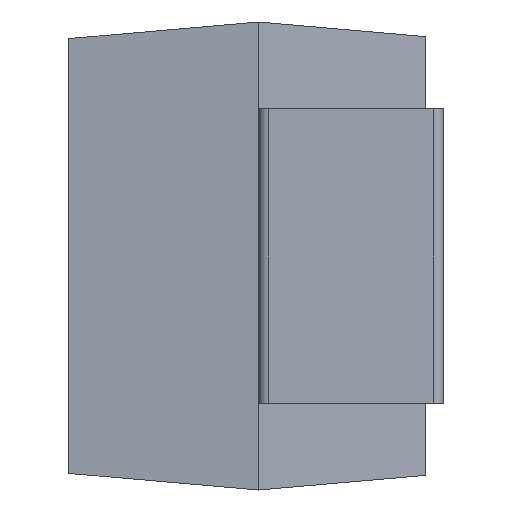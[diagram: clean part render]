
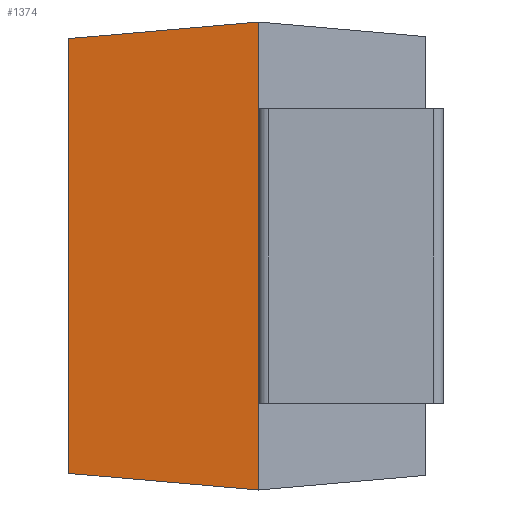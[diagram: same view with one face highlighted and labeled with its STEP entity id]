
A CAD part, left-side view. The second image highlights one B-rep face of the part: STEP entity #1374.
In plain terms, the highlighted face is planar.
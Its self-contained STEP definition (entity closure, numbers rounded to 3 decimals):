
#19 = VERTEX_POINT ( 'NONE', #3658 ) ;
#44 = DIRECTION ( 'NONE',  ( 0., 0., -1. ) ) ;
#54 = EDGE_CURVE ( 'NONE', #724, #2985, #1625, .T. ) ;
#75 = VECTOR ( 'NONE', #568, 1000. ) ;
#244 = CARTESIAN_POINT ( 'NONE',  ( 3.02, 0., 1.75 ) ) ;
#270 = FACE_OUTER_BOUND ( 'NONE', #3641, .T. ) ;
#361 = DIRECTION ( 'NONE',  ( 0.087, -0.992, -0.087 ) ) ;
#406 = DIRECTION ( 'NONE',  ( 0.087, -0.992, 0.087 ) ) ;
#555 = DIRECTION ( 'NONE',  ( -0.087, 0.996, 0. ) ) ;
#568 = DIRECTION ( 'NONE',  ( 0., 0., -1. ) ) ;
#654 = CARTESIAN_POINT ( 'NONE',  ( 2.896, 1.42, 1.75 ) ) ;
#716 = ORIENTED_EDGE ( 'NONE', *, *, #54, .F. ) ;
#724 = VERTEX_POINT ( 'NONE', #2637 ) ;
#1115 = EDGE_CURVE ( 'NONE', #724, #1721, #3781, .T. ) ;
#1287 = VECTOR ( 'NONE', #406, 1000. ) ;
#1351 = VECTOR ( 'NONE', #361, 1000. ) ;
#1374 = ADVANCED_FACE ( 'NONE', ( #270 ), #3539, .T. ) ;
#1552 = CARTESIAN_POINT ( 'NONE',  ( 3.02, 0., -1.75 ) ) ;
#1607 = CARTESIAN_POINT ( 'NONE',  ( 3.02, 0., 1.75 ) ) ;
#1625 = LINE ( 'NONE', #654, #2856 ) ;
#1639 = CARTESIAN_POINT ( 'NONE',  ( 3.02, 0., 1.75 ) ) ;
#1653 = ORIENTED_EDGE ( 'NONE', *, *, #1115, .T. ) ;
#1674 = LINE ( 'NONE', #2662, #75 ) ;
#1721 = VERTEX_POINT ( 'NONE', #1607 ) ;
#1800 = ORIENTED_EDGE ( 'NONE', *, *, #2138, .F. ) ;
#1836 = AXIS2_PLACEMENT_3D ( 'NONE', #244, #2370, #555 ) ;
#1967 = LINE ( 'NONE', #1552, #1351 ) ;
#2138 = EDGE_CURVE ( 'NONE', #2985, #19, #1967, .T. ) ;
#2340 = EDGE_CURVE ( 'NONE', #1721, #19, #1674, .T. ) ;
#2370 = DIRECTION ( 'NONE',  ( 0.996, 0.087, 0. ) ) ;
#2637 = CARTESIAN_POINT ( 'NONE',  ( 2.896, 1.42, 1.626 ) ) ;
#2662 = CARTESIAN_POINT ( 'NONE',  ( 3.02, 0., 1.75 ) ) ;
#2856 = VECTOR ( 'NONE', #44, 1000. ) ;
#2985 = VERTEX_POINT ( 'NONE', #3816 ) ;
#3426 = ORIENTED_EDGE ( 'NONE', *, *, #2340, .T. ) ;
#3539 = PLANE ( 'NONE',  #1836 ) ;
#3641 = EDGE_LOOP ( 'NONE', ( #3426, #1800, #716, #1653 ) ) ;
#3658 = CARTESIAN_POINT ( 'NONE',  ( 3.02, 0., -1.75 ) ) ;
#3781 = LINE ( 'NONE', #1639, #1287 ) ;
#3816 = CARTESIAN_POINT ( 'NONE',  ( 2.896, 1.42, -1.626 ) ) ;
